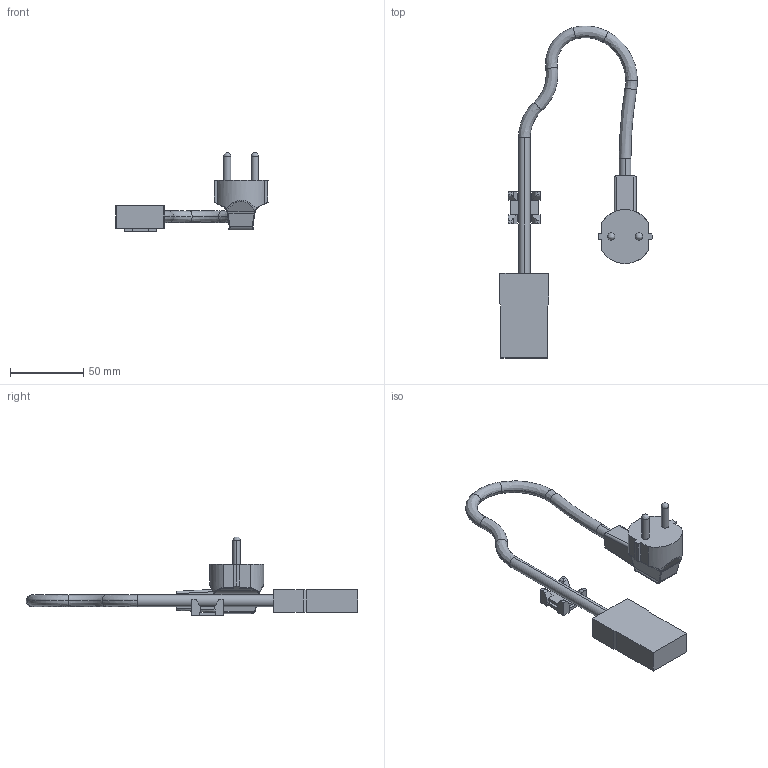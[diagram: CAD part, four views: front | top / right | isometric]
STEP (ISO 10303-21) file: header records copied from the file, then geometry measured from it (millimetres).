
FILE_DESCRIPTION (( 'STEP AP214' ), '1' );
FILE_NAME ('6530100', '2019-01-31T12:12:11', ( '' ), ('JUGARD+KÜNSTNER GmbH'), 'SwSTEP 2.0', 'SolidWorks 2017', '' );
FILE_SCHEMA (( 'AUTOMOTIVE_DESIGN' ));
Length unit declared in the file: millimetre
Products named in the file (3): 6530100_CNAJF00; Kopie von 6530100^6530100; Kopie von 6821030^6530100
Assembly tree (2 placements, depth 2):
  6530100_CNAJF00
    Kopie von 6530100^6530100
    Kopie von 6821030^6530100
Bounding box: 104.22 x 227.33 x 54 mm (x, y, z)
Volume: 80002.7 mm3; surface area: 23726.7 mm2
Topology: 2 solids, 2 shells, 170 faces, 462 edges, 290 vertices
Faces by surface type: plane 78, bspline 50, cylinder 42
Entity records: 7029 total; most frequent: CARTESIAN_POINT 3022, ORIENTED_EDGE 916, DIRECTION 626, EDGE_CURVE 458, VERTEX_POINT 290, LINE 246, VECTOR 246, AXIS2_PLACEMENT_3D 190
